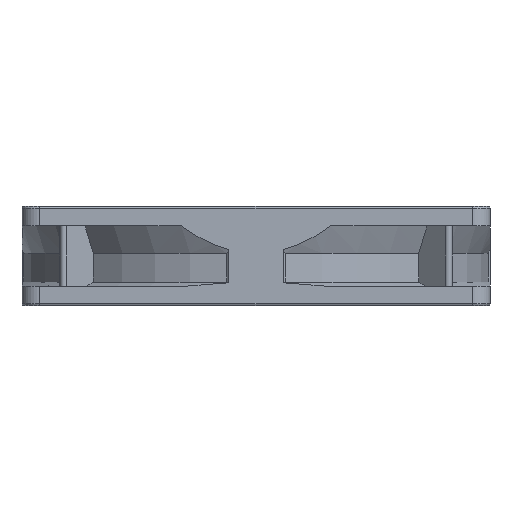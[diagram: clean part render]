
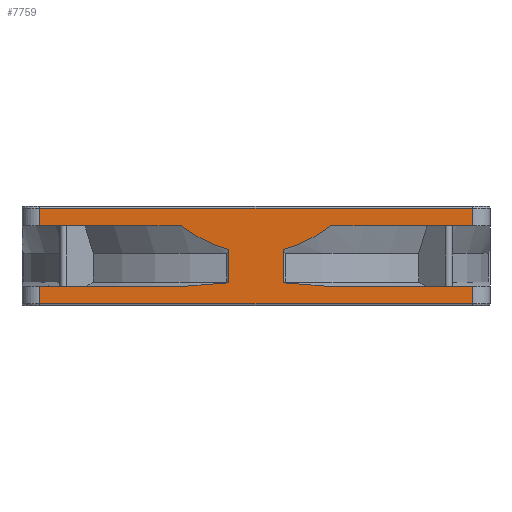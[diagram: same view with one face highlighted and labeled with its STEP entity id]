
A CAD part, front view. The second image highlights one B-rep face of the part: STEP entity #7759.
In plain terms, the highlighted planar face has unit normal (0, -1, 0).
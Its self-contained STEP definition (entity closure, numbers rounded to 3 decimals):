
#264=DIRECTION('',(0.,0.,-1.));
#265=VECTOR('',#264,4.5);
#266=CARTESIAN_POINT('',(-55.5,-60.,-0.5));
#267=LINE('',#266,#265);
#287=DIRECTION('',(-1.,0.,0.));
#288=VECTOR('',#287,111.);
#289=CARTESIAN_POINT('',(55.5,-60.,-0.5));
#290=LINE('',#289,#288);
#295=DIRECTION('',(1.,0.,0.));
#296=VECTOR('',#295,38.);
#297=CARTESIAN_POINT('',(-55.5,-60.,-20.4));
#298=LINE('',#297,#296);
#299=CARTESIAN_POINT('',(-7.,-60.,-11.05));
#300=CARTESIAN_POINT('',(-8.382,-60.,-10.677));
#301=CARTESIAN_POINT('',(-11.125,-60.,-9.715));
#302=CARTESIAN_POINT('',(-15.151,-60.,-7.702));
#303=CARTESIAN_POINT('',(-17.856,-60.,-5.963));
#304=CARTESIAN_POINT('',(-19.209,-60.,-5.));
#306=CARTESIAN_POINT('',(19.209,-60.,-5.));
#307=CARTESIAN_POINT('',(17.859,-60.,-5.961));
#308=CARTESIAN_POINT('',(15.159,-60.,-7.696));
#309=CARTESIAN_POINT('',(11.135,-60.,-9.711));
#310=CARTESIAN_POINT('',(8.387,-60.,-10.676));
#311=CARTESIAN_POINT('',(7.,-60.,-11.05));
#313=DIRECTION('',(0.,0.,-1.));
#314=VECTOR('',#313,8.512);
#315=CARTESIAN_POINT('',(7.,-60.,-11.05));
#316=LINE('',#315,#314);
#317=DIRECTION('',(1.,0.,0.));
#318=VECTOR('',#317,38.);
#319=CARTESIAN_POINT('',(17.5,-60.,-20.4));
#320=LINE('',#319,#318);
#321=DIRECTION('',(1.,0.,0.));
#322=VECTOR('',#321,111.);
#323=CARTESIAN_POINT('',(-55.5,-60.,-24.9));
#324=LINE('',#323,#322);
#344=DIRECTION('',(0.,0.,1.));
#345=VECTOR('',#344,4.5);
#346=CARTESIAN_POINT('',(55.5,-60.,-24.9));
#347=LINE('',#346,#345);
#405=CARTESIAN_POINT('',(17.5,-60.,-20.4));
#406=CARTESIAN_POINT('',(16.339,-60.,-20.27));
#407=CARTESIAN_POINT('',(14.013,-60.,-20.033));
#408=CARTESIAN_POINT('',(10.512,-60.,-19.753));
#409=CARTESIAN_POINT('',(8.172,-60.,-19.617));
#410=CARTESIAN_POINT('',(7.,-60.,-19.563));
#441=CARTESIAN_POINT('',(7.,-60.,-11.05));
#469=DIRECTION('',(1.,0.,0.));
#470=VECTOR('',#469,36.291);
#471=CARTESIAN_POINT('',(19.209,-60.,-5.));
#472=LINE('',#471,#470);
#1020=DIRECTION('',(0.,0.,1.));
#1021=VECTOR('',#1020,4.5);
#1022=CARTESIAN_POINT('',(55.5,-60.,-5.));
#1023=LINE('',#1022,#1021);
#1120=DIRECTION('',(1.,0.,0.));
#1121=VECTOR('',#1120,36.291);
#1122=CARTESIAN_POINT('',(-55.5,-60.,-5.));
#1123=LINE('',#1122,#1121);
#3736=DIRECTION('',(0.,0.,-1.));
#3737=VECTOR('',#3736,4.5);
#3738=CARTESIAN_POINT('',(-55.5,-60.,-20.4));
#3739=LINE('',#3738,#3737);
#4229=CARTESIAN_POINT('',(-7.,-60.,-19.563));
#4231=CARTESIAN_POINT('',(-7.,-60.,-19.563));
#4232=CARTESIAN_POINT('',(-8.172,-60.,-19.617));
#4233=CARTESIAN_POINT('',(-10.512,-60.,-19.753));
#4234=CARTESIAN_POINT('',(-14.013,-60.,-20.033));
#4235=CARTESIAN_POINT('',(-16.339,-60.,-20.27));
#4236=CARTESIAN_POINT('',(-17.5,-60.,-20.4));
#4265=DIRECTION('',(0.,0.,-1.));
#4266=VECTOR('',#4265,8.512);
#4267=CARTESIAN_POINT('',(-7.,-60.,-11.05));
#4268=LINE('',#4267,#4266);
#5929=CARTESIAN_POINT('',(-55.5,-60.,-5.));
#5930=VERTEX_POINT('',#5929);
#5931=CARTESIAN_POINT('',(-19.209,-60.,-5.));
#5932=VERTEX_POINT('',#5931);
#5945=CARTESIAN_POINT('',(19.209,-60.,-5.));
#5946=VERTEX_POINT('',#5945);
#5947=CARTESIAN_POINT('',(55.5,-60.,-5.));
#5948=VERTEX_POINT('',#5947);
#6172=CARTESIAN_POINT('',(55.5,-60.,-20.4));
#6173=VERTEX_POINT('',#6172);
#6174=CARTESIAN_POINT('',(17.5,-60.,-20.4));
#6175=VERTEX_POINT('',#6174);
#6234=CARTESIAN_POINT('',(-17.5,-60.,-20.4));
#6235=VERTEX_POINT('',#6234);
#6236=CARTESIAN_POINT('',(-55.5,-60.,-20.4));
#6237=VERTEX_POINT('',#6236);
#6314=VERTEX_POINT('',#410);
#6319=VERTEX_POINT('',#4229);
#6340=VERTEX_POINT('',#441);
#6341=VERTEX_POINT('',#299);
#6983=CARTESIAN_POINT('',(-55.5,-60.,-24.9));
#6984=VERTEX_POINT('',#6983);
#6985=CARTESIAN_POINT('',(-55.5,-60.,-0.5));
#6986=VERTEX_POINT('',#6985);
#6987=CARTESIAN_POINT('',(55.5,-60.,-24.9));
#6988=VERTEX_POINT('',#6987);
#6989=CARTESIAN_POINT('',(55.5,-60.,-0.5));
#6990=VERTEX_POINT('',#6989);
#7722=CARTESIAN_POINT('',(55.5,-60.,0.));
#7723=DIRECTION('',(0.,1.,0.));
#7724=DIRECTION('',(-1.,0.,0.));
#7725=AXIS2_PLACEMENT_3D('',#7722,#7723,#7724);
#7726=PLANE('',#7725);
#7728=ORIENTED_EDGE('',*,*,#7727,.F.);
#7730=ORIENTED_EDGE('',*,*,#7729,.F.);
#7732=ORIENTED_EDGE('',*,*,#7731,.T.);
#7734=ORIENTED_EDGE('',*,*,#7733,.F.);
#7736=ORIENTED_EDGE('',*,*,#7735,.F.);
#7738=ORIENTED_EDGE('',*,*,#7737,.T.);
#7740=ORIENTED_EDGE('',*,*,#7739,.F.);
#7741=ORIENTED_EDGE('',*,*,#7687,.F.);
#7742=ORIENTED_EDGE('',*,*,#7713,.F.);
#7744=ORIENTED_EDGE('',*,*,#7743,.F.);
#7746=ORIENTED_EDGE('',*,*,#7745,.F.);
#7748=ORIENTED_EDGE('',*,*,#7747,.T.);
#7750=ORIENTED_EDGE('',*,*,#7749,.T.);
#7752=ORIENTED_EDGE('',*,*,#7751,.F.);
#7754=ORIENTED_EDGE('',*,*,#7753,.T.);
#7756=ORIENTED_EDGE('',*,*,#7755,.F.);
#7757=EDGE_LOOP('',(#7728,#7730,#7732,#7734,#7736,#7738,#7740,#7741,#7742,#7744,
#7746,#7748,#7750,#7752,#7754,#7756));
#7758=FACE_OUTER_BOUND('',#7757,.F.);
#7759=ADVANCED_FACE('',(#7758),#7726,.F.);
#305=B_SPLINE_CURVE_WITH_KNOTS('',3,(#299,#300,#301,#302,#303,#304),
.UNSPECIFIED.,.F.,.F.,(4,1,1,4),(0.,0.333,0.667,1.),
.UNSPECIFIED.);
#312=B_SPLINE_CURVE_WITH_KNOTS('',3,(#306,#307,#308,#309,#310,#311),
.UNSPECIFIED.,.F.,.F.,(4,1,1,4),(0.,0.333,0.667,1.),
.UNSPECIFIED.);
#411=B_SPLINE_CURVE_WITH_KNOTS('',3,(#405,#406,#407,#408,#409,#410),
.UNSPECIFIED.,.F.,.F.,(4,1,1,4),(0.,0.333,0.667,1.),
.UNSPECIFIED.);
#4237=B_SPLINE_CURVE_WITH_KNOTS('',3,(#4231,#4232,#4233,#4234,#4235,#4236),
.UNSPECIFIED.,.F.,.F.,(4,1,1,4),(0.,0.333,0.667,1.),
.UNSPECIFIED.);
#7687=EDGE_CURVE('',#6986,#5930,#267,.T.);
#7713=EDGE_CURVE('',#6990,#6986,#290,.T.);
#7727=EDGE_CURVE('',#6984,#6988,#324,.T.);
#7729=EDGE_CURVE('',#6237,#6984,#3739,.T.);
#7731=EDGE_CURVE('',#6237,#6235,#298,.T.);
#7733=EDGE_CURVE('',#6319,#6235,#4237,.T.);
#7735=EDGE_CURVE('',#6341,#6319,#4268,.T.);
#7737=EDGE_CURVE('',#6341,#5932,#305,.T.);
#7739=EDGE_CURVE('',#5930,#5932,#1123,.T.);
#7743=EDGE_CURVE('',#5948,#6990,#1023,.T.);
#7745=EDGE_CURVE('',#5946,#5948,#472,.T.);
#7747=EDGE_CURVE('',#5946,#6340,#312,.T.);
#7749=EDGE_CURVE('',#6340,#6314,#316,.T.);
#7751=EDGE_CURVE('',#6175,#6314,#411,.T.);
#7753=EDGE_CURVE('',#6175,#6173,#320,.T.);
#7755=EDGE_CURVE('',#6988,#6173,#347,.T.);
